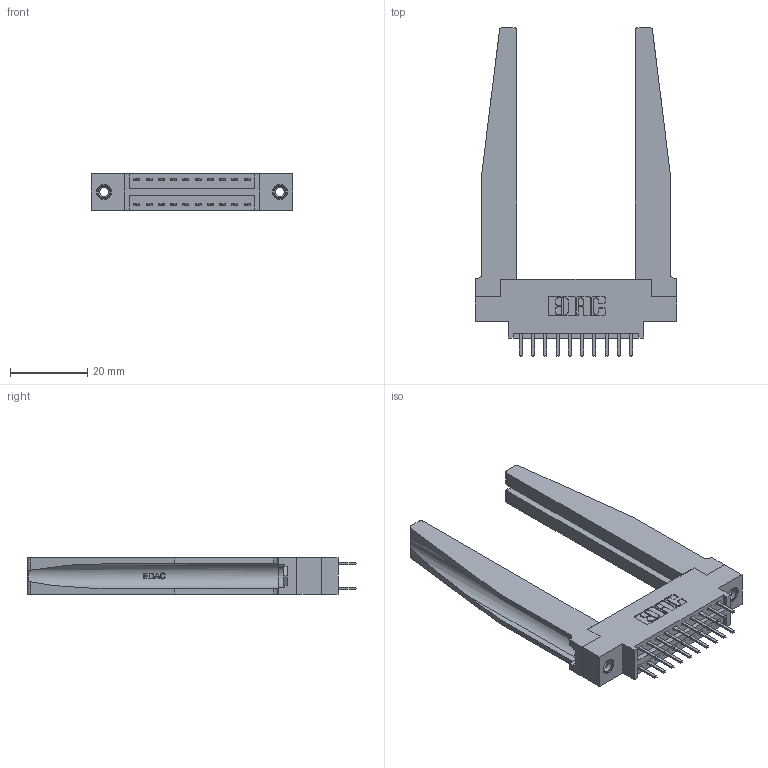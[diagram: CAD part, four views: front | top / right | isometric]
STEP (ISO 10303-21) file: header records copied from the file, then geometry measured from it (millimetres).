
FILE_DESCRIPTION (( 'STEP AP203' ), '1' );
FILE_NAME ('396-020-520-878.STEP', '2019-11-01T18:03:21', ( '' ), ( '' ), 'SwSTEP 2.0', 'SolidWorks 2016', '' );
FILE_SCHEMA (( 'CONFIG_CONTROL_DESIGN' ));
Length unit declared in the file: inch
Products named in the file (5): 346 Part_0.170 Offset - 0.156 Dia-TH; 345-292-001_345-293-120; 346-220-078_345-220-078; 345-250-001_345-250-001-102; 396-020-520-878
Assembly tree (25 placements, depth 2):
  396-020-520-878
    346 Part_0.170 Offset - 0.156 Dia-TH
    345-292-001_345-293-120  x20
    346-220-078_345-220-078  x2
    345-250-001_345-250-001-102  x2
Bounding box: 52.32 x 85.29 x 9.4 mm (x, y, z)
Volume: 11599.2 mm3; surface area: 12640.7 mm2
Topology: 25 solids, 25 shells, 1480 faces, 4209 edges, 2742 vertices
Faces by surface type: plane 962, cylinder 466, bspline 36, cone 12, torus 4
Entity records: 15828 total; most frequent: CARTESIAN_POINT 3603, ORIENTED_EDGE 2414, DIRECTION 2201, EDGE_CURVE 1207, VECTOR 937, LINE 937, VERTEX_POINT 796, AXIS2_PLACEMENT_3D 632
